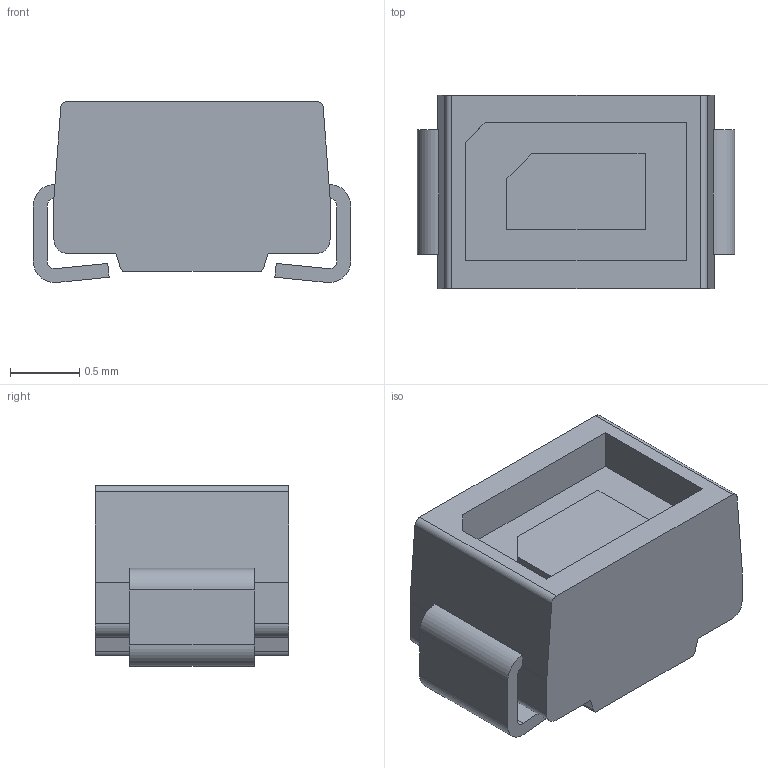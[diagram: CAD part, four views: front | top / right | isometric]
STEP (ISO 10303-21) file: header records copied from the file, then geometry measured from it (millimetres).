
FILE_DESCRIPTION(/* description */ ('Unknown'),/* implementation_level */ '2;1');
FILE_NAME(/* name */ '15224xx73100',/* time_stamp */ '2016-02-11T08:53:42+01:00',/* author */ ('Unknown'),/* organization */ ('Unknown'),/* preprocessor_version */ 'ST-DEVELOPER v16.7',/* originating_system */ 'DEX',/* authorisation */ $);
FILE_SCHEMA (('AUTOMOTIVE_DESIGN {1 0 10303 214 3 1 1}'));
Length unit declared in the file: millimetre
Products named in the file (4): 15224xx73100; Housing; Pins; LED
Assembly tree (3 placements, depth 2):
  15224xx73100
    Housing
    Pins
    LED
Bounding box: 2.3 x 1.4 x 1.31 mm (x, y, z)
Volume: 3 mm3; surface area: 22.9 mm2
Topology: 4 solids, 4 shells, 73 faces, 189 edges, 126 vertices
Faces by surface type: plane 56, cylinder 17
Full cylindrical faces by diameter (mm): 0.6 x1
Entity records: 2320 total; most frequent: CARTESIAN_POINT 391, ORIENTED_EDGE 376, DIRECTION 376, EDGE_CURVE 188, LINE 154, VECTOR 154, VERTEX_POINT 126, AXIS2_PLACEMENT_3D 111
